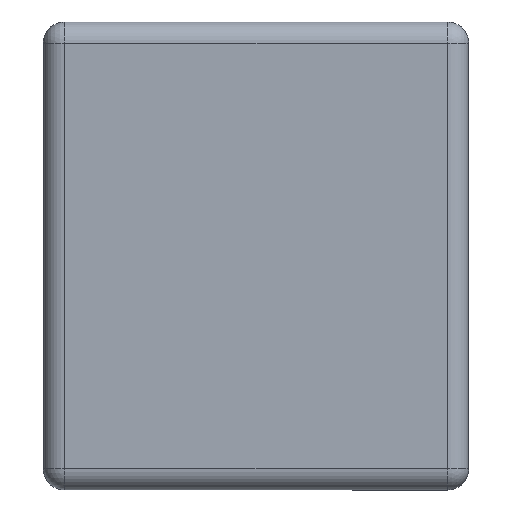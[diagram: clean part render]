
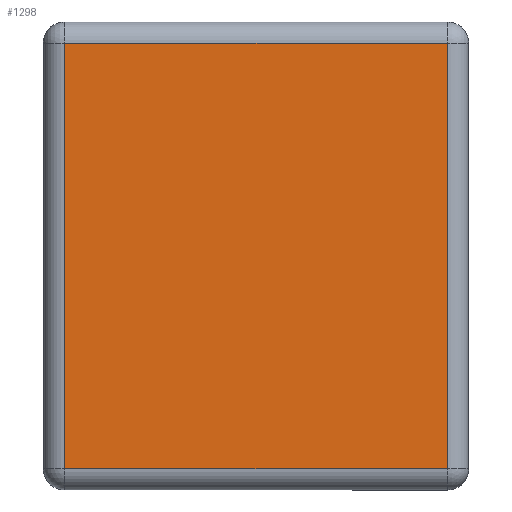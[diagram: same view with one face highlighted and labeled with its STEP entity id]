
A CAD part, left-side view. The second image highlights one B-rep face of the part: STEP entity #1298.
In plain terms, the highlighted planar face has unit normal (-1, 0, 0).
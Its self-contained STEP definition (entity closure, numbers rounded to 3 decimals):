
#908 = VERTEX_POINT('',#909);
#909 = CARTESIAN_POINT('',(-0.5,-0.225,0.525));
#918 = VERTEX_POINT('',#919);
#919 = CARTESIAN_POINT('',(-0.5,-0.225,0.025));
#926 = EDGE_CURVE('',#908,#918,#927,.T.);
#927 = LINE('',#928,#929);
#928 = CARTESIAN_POINT('',(-0.5,-0.225,0.55));
#929 = VECTOR('',#930,1.);
#930 = DIRECTION('',(0.,0.,-1.));
#1298 = ADVANCED_FACE('',(#1299),#1324,.F.);
#1299 = FACE_BOUND('',#1300,.F.);
#1300 = EDGE_LOOP('',(#1301,#1309,#1310,#1318));
#1301 = ORIENTED_EDGE('',*,*,#1302,.T.);
#1302 = EDGE_CURVE('',#1303,#908,#1305,.T.);
#1303 = VERTEX_POINT('',#1304);
#1304 = CARTESIAN_POINT('',(-0.5,0.225,0.525));
#1305 = LINE('',#1306,#1307);
#1306 = CARTESIAN_POINT('',(-0.5,0.25,0.525));
#1307 = VECTOR('',#1308,1.);
#1308 = DIRECTION('',(0.,-1.,0.));
#1309 = ORIENTED_EDGE('',*,*,#926,.T.);
#1310 = ORIENTED_EDGE('',*,*,#1311,.F.);
#1311 = EDGE_CURVE('',#1312,#918,#1314,.T.);
#1312 = VERTEX_POINT('',#1313);
#1313 = CARTESIAN_POINT('',(-0.5,0.225,0.025));
#1314 = LINE('',#1315,#1316);
#1315 = CARTESIAN_POINT('',(-0.5,0.25,0.025));
#1316 = VECTOR('',#1317,1.);
#1317 = DIRECTION('',(0.,-1.,0.));
#1318 = ORIENTED_EDGE('',*,*,#1319,.F.);
#1319 = EDGE_CURVE('',#1303,#1312,#1320,.T.);
#1320 = LINE('',#1321,#1322);
#1321 = CARTESIAN_POINT('',(-0.5,0.225,0.55));
#1322 = VECTOR('',#1323,1.);
#1323 = DIRECTION('',(0.,0.,-1.));
#1324 = PLANE('',#1325);
#1325 = AXIS2_PLACEMENT_3D('',#1326,#1327,#1328);
#1326 = CARTESIAN_POINT('',(-0.5,0.25,0.55));
#1327 = DIRECTION('',(1.,0.,0.));
#1328 = DIRECTION('',(0.,0.,-1.));
